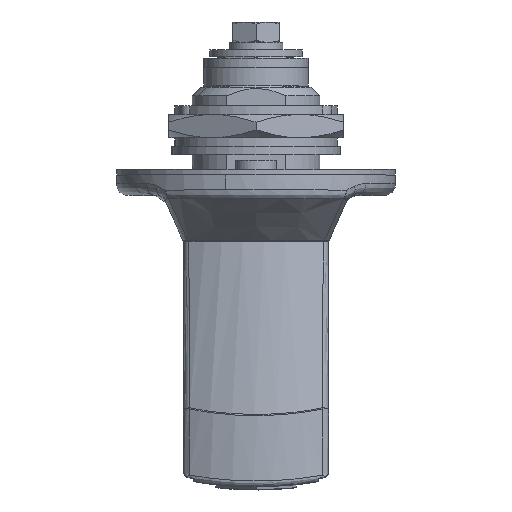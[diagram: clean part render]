
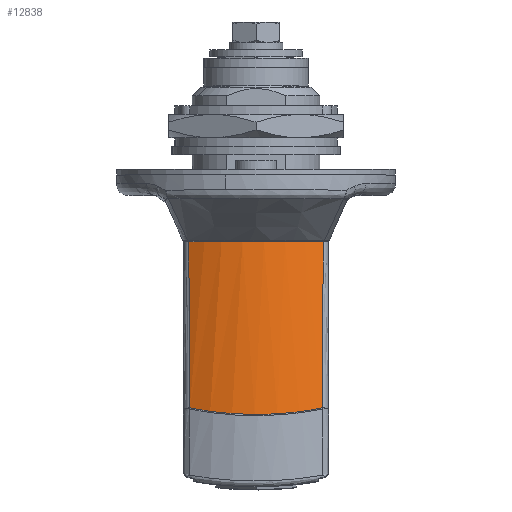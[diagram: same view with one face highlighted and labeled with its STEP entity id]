
A CAD part, top view. The second image highlights one B-rep face of the part: STEP entity #12838.
In plain terms, the highlighted free-form (B-spline) face has degree [1, 2] with [2, 3] control points.
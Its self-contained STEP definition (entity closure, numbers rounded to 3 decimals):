
#7384=CARTESIAN_POINT('',(-41.009,-11.413,14.101));
#7385=VERTEX_POINT('',#7384);
#7399=CARTESIAN_POINT('',(-41.009,11.413,14.101));
#7400=VERTEX_POINT('',#7399);
#7401=CARTESIAN_POINT('',(-41.009,11.413,14.101));
#7402=CARTESIAN_POINT('',(-41.103,10.979,14.336));
#7403=CARTESIAN_POINT('',(-41.191,10.537,14.557));
#7404=CARTESIAN_POINT('',(-41.316,9.863,14.87));
#7405=CARTESIAN_POINT('',(-41.356,9.636,14.971));
#7406=CARTESIAN_POINT('',(-41.434,9.18,15.165));
#7407=CARTESIAN_POINT('',(-41.472,8.95,15.259));
#7408=CARTESIAN_POINT('',(-41.651,7.796,15.709));
#7409=CARTESIAN_POINT('',(-41.772,6.854,16.011));
#7410=CARTESIAN_POINT('',(-41.918,5.412,16.377));
#7411=CARTESIAN_POINT('',(-41.96,4.926,16.484));
#7412=CARTESIAN_POINT('',(-42.015,4.191,16.622));
#7413=CARTESIAN_POINT('',(-42.032,3.944,16.665));
#7414=CARTESIAN_POINT('',(-42.055,3.573,16.723));
#7415=CARTESIAN_POINT('',(-42.063,3.449,16.741));
#7416=CARTESIAN_POINT('',(-42.077,3.2,16.776));
#7417=CARTESIAN_POINT('',(-42.083,3.076,16.792));
#7418=CARTESIAN_POINT('',(-42.138,1.959,16.931));
#7419=CARTESIAN_POINT('',(-42.162,0.967,16.991));
#7420=CARTESIAN_POINT('',(-42.162,-1.016,16.989));
#7421=CARTESIAN_POINT('',(-42.137,-2.007,16.927));
#7422=CARTESIAN_POINT('',(-42.075,-3.245,16.771));
#7423=CARTESIAN_POINT('',(-42.061,-3.493,16.736));
#7424=CARTESIAN_POINT('',(-42.037,-3.864,16.677));
#7425=CARTESIAN_POINT('',(-42.029,-3.988,16.656));
#7426=CARTESIAN_POINT('',(-42.012,-4.234,16.614));
#7427=CARTESIAN_POINT('',(-42.003,-4.357,16.591));
#7428=CARTESIAN_POINT('',(-41.957,-4.97,16.475));
#7429=CARTESIAN_POINT('',(-41.914,-5.455,16.367));
#7430=CARTESIAN_POINT('',(-41.767,-6.892,16.));
#7431=CARTESIAN_POINT('',(-41.647,-7.827,15.698));
#7432=CARTESIAN_POINT('',(-41.362,-9.654,14.983));
#7433=CARTESIAN_POINT('',(-41.196,-10.545,14.57));
#7434=CARTESIAN_POINT('',(-41.009,-11.413,14.101));
#7435=B_SPLINE_CURVE_WITH_KNOTS('',3,(#7401,#7402,#7403,#7404,#7405,#7406,#7407,#7408,#7409,#7410,#7411,#7412,#7413,#7414,#7415,#7416,#7417,#7418,#7419,#7420,#7421,#7422,#7423,#7424,#7425,#7426,#7427,#7428,#7429,#7430,#7431,#7432,#7433,#7434),.UNSPECIFIED.,.F.,.U.,(4,2,2,2,2,2,2,2,2,2,2,2,2,2,2,2,4),(0.0,0.063,0.094,0.125,0.25,0.313,0.344,0.359,0.375,0.5,0.625,0.656,0.672,0.688,0.75,0.875,1.0),.UNSPECIFIED.);
#7436=EDGE_CURVE('',#7400,#7385,#7435,.T.);
#7649=CARTESIAN_POINT('',(-12.5,11.544,10.728));
#7650=VERTEX_POINT('',#7649);
#7681=CARTESIAN_POINT('',(-12.5,11.544,10.728));
#7682=CARTESIAN_POINT('',(-17.25,11.519,11.306));
#7683=CARTESIAN_POINT('',(-22.,11.496,11.874));
#7684=CARTESIAN_POINT('',(-31.503,11.452,12.997));
#7685=CARTESIAN_POINT('',(-36.256,11.432,13.552));
#7686=CARTESIAN_POINT('',(-41.009,11.413,14.101));
#7687=B_SPLINE_CURVE_WITH_KNOTS('',3,(#7681,#7682,#7683,#7684,#7685,#7686),.UNSPECIFIED.,.F.,.U.,(4,2,4),(0.0,0.5,1.0),.UNSPECIFIED.);
#7688=EDGE_CURVE('',#7650,#7400,#7687,.T.);
#7835=CARTESIAN_POINT('',(-12.5,-11.544,10.728));
#7836=VERTEX_POINT('',#7835);
#7859=CARTESIAN_POINT('',(-41.009,-11.413,14.101));
#7860=CARTESIAN_POINT('',(-36.256,-11.432,13.552));
#7861=CARTESIAN_POINT('',(-31.503,-11.452,12.997));
#7862=CARTESIAN_POINT('',(-22.,-11.496,11.874));
#7863=CARTESIAN_POINT('',(-17.25,-11.519,11.306));
#7864=CARTESIAN_POINT('',(-12.5,-11.544,10.728));
#7865=B_SPLINE_CURVE_WITH_KNOTS('',3,(#7859,#7860,#7861,#7862,#7863,#7864),.UNSPECIFIED.,.F.,.U.,(4,2,4),(0.0,0.5,1.0),.UNSPECIFIED.);
#7866=EDGE_CURVE('',#7385,#7836,#7865,.T.);
#12741=CARTESIAN_POINT('',(-12.5,-11.544,10.728));
#12742=CARTESIAN_POINT('',(-12.5,0.,17.844));
#12743=CARTESIAN_POINT('',(-12.5,11.544,10.728));
#12751=(BOUNDED_CURVE()B_SPLINE_CURVE(2,(#12741,#12742,#12743),.UNSPECIFIED.,.F.,.U.)CURVE()GEOMETRIC_REPRESENTATION_ITEM()QUASI_UNIFORM_CURVE()RATIONAL_B_SPLINE_CURVE((1.0,0.851,1.0))REPRESENTATION_ITEM(''));
#12752=EDGE_CURVE('',#7836,#7650,#12751,.T.);
#12818=CARTESIAN_POINT('',(-11.758,12.201,10.217));
#12819=CARTESIAN_POINT('',(-42.922,13.949,12.827));
#12820=CARTESIAN_POINT('',(-11.758,-0.087,18.446));
#12821=CARTESIAN_POINT('',(-42.922,-0.099,22.236));
#12822=CARTESIAN_POINT('',(-11.758,-12.32,10.137));
#12823=CARTESIAN_POINT('',(-42.922,-14.085,12.735));
#12831=(BOUNDED_SURFACE()B_SPLINE_SURFACE(1,2,((#12818,#12820,#12822),(#12819,#12821,#12823)),.UNSPECIFIED.,.F.,.F.,.U.)B_SPLINE_SURFACE_WITH_KNOTS((2,2),(3,3),(0.0,31.322),(0.0,30.654),.UNSPECIFIED.)GEOMETRIC_REPRESENTATION_ITEM()RATIONAL_B_SPLINE_SURFACE(((1.0,0.829,1.0),(1.0,0.829,1.0)))REPRESENTATION_ITEM('')SURFACE());
#12832=ORIENTED_EDGE('',*,*,#7436,.T.);
#12833=ORIENTED_EDGE('',*,*,#7866,.T.);
#12834=ORIENTED_EDGE('',*,*,#12752,.T.);
#12835=ORIENTED_EDGE('',*,*,#7688,.T.);
#12836=EDGE_LOOP('',(#12832,#12833,#12834,#12835));
#12837=FACE_OUTER_BOUND('',#12836,.T.);
#12838=ADVANCED_FACE('',(#12837),#12831,.T.);
